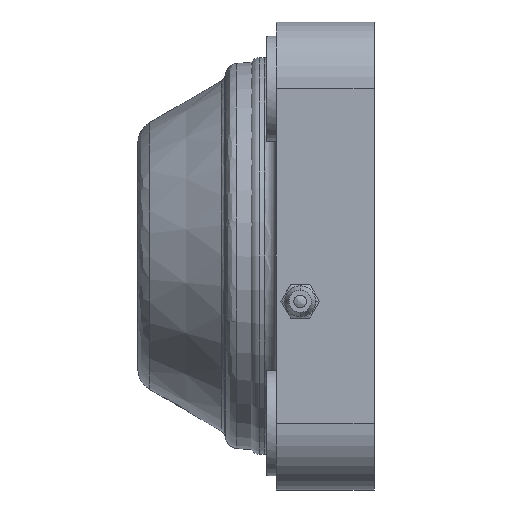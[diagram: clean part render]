
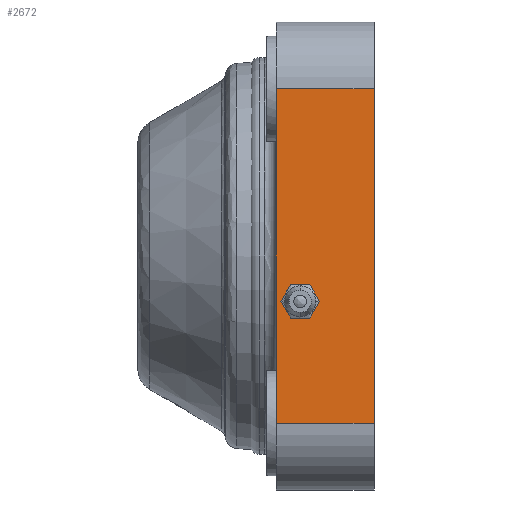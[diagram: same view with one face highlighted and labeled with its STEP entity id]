
A CAD part, left-side view. The second image highlights one B-rep face of the part: STEP entity #2672.
In plain terms, the highlighted planar face has unit normal (-1, 0, 0).
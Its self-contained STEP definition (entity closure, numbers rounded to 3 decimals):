
#117 = AXIS2_PLACEMENT_3D ( 'NONE', #797, #2265, #5570 ) ;
#118 = PLANE ( 'NONE',  #117 ) ;
#183 = LINE ( 'NONE', #4783, #1898 ) ;
#370 = VECTOR ( 'NONE', #3311, 1000. ) ;
#728 = DIRECTION ( 'NONE',  ( 0., 1., 0. ) ) ;
#797 = CARTESIAN_POINT ( 'NONE',  ( -49., -20.5, -35. ) ) ;
#823 = LINE ( 'NONE', #1890, #7336 ) ;
#1100 = ORIENTED_EDGE ( 'NONE', *, *, #5720, .F. ) ;
#1106 = EDGE_LOOP ( 'NONE', ( #4711, #1100, #6437, #3777 ) ) ;
#1114 = CARTESIAN_POINT ( 'NONE',  ( -49., 0., 35. ) ) ;
#1367 = CARTESIAN_POINT ( 'NONE',  ( -49., 0., -35. ) ) ;
#1532 = CARTESIAN_POINT ( 'NONE',  ( -49., -20.5, -35. ) ) ;
#1890 = CARTESIAN_POINT ( 'NONE',  ( -49., -20.5, -35. ) ) ;
#1898 = VECTOR ( 'NONE', #728, 1000. ) ;
#2265 = DIRECTION ( 'NONE',  ( -1., 0., 0. ) ) ;
#2672 = ADVANCED_FACE ( 'NONE', ( #4763 ), #118, .T. ) ;
#2777 = CARTESIAN_POINT ( 'NONE',  ( -49., -20.5, -35. ) ) ;
#3311 = DIRECTION ( 'NONE',  ( 0., 0., 1. ) ) ;
#3543 = EDGE_CURVE ( 'NONE', #3586, #6215, #7839, .T. ) ;
#3586 = VERTEX_POINT ( 'NONE', #7433 ) ;
#3777 = ORIENTED_EDGE ( 'NONE', *, *, #4690, .T. ) ;
#4219 = LINE ( 'NONE', #1532, #7218 ) ;
#4660 = DIRECTION ( 'NONE',  ( 0., 1., 0. ) ) ;
#4690 = EDGE_CURVE ( 'NONE', #7930, #6215, #183, .T. ) ;
#4711 = ORIENTED_EDGE ( 'NONE', *, *, #3543, .F. ) ;
#4763 = FACE_OUTER_BOUND ( 'NONE', #1106, .T. ) ;
#4783 = CARTESIAN_POINT ( 'NONE',  ( -49., -20.5, 35. ) ) ;
#4872 = EDGE_CURVE ( 'NONE', #6364, #7930, #4219, .T. ) ;
#5570 = DIRECTION ( 'NONE',  ( 0., 0., 1. ) ) ;
#5720 = EDGE_CURVE ( 'NONE', #6364, #3586, #823, .T. ) ;
#6215 = VERTEX_POINT ( 'NONE', #1114 ) ;
#6364 = VERTEX_POINT ( 'NONE', #2777 ) ;
#6437 = ORIENTED_EDGE ( 'NONE', *, *, #4872, .T. ) ;
#6939 = CARTESIAN_POINT ( 'NONE',  ( -49., -20.5, 35. ) ) ;
#7218 = VECTOR ( 'NONE', #7558, 1000. ) ;
#7336 = VECTOR ( 'NONE', #4660, 1000. ) ;
#7433 = CARTESIAN_POINT ( 'NONE',  ( -49., 0., -35. ) ) ;
#7558 = DIRECTION ( 'NONE',  ( 0., 0., 1. ) ) ;
#7839 = LINE ( 'NONE', #1367, #370 ) ;
#7930 = VERTEX_POINT ( 'NONE', #6939 ) ;
